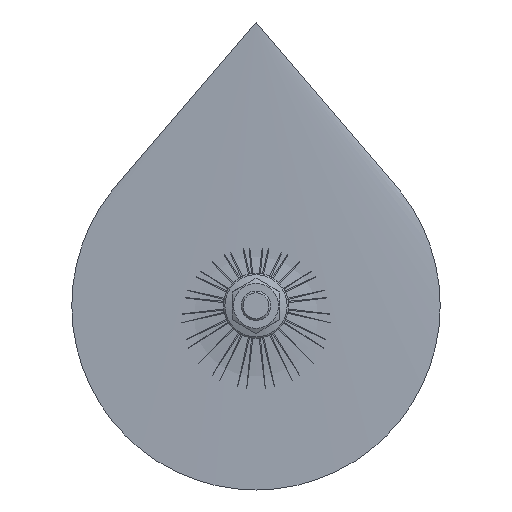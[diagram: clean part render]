
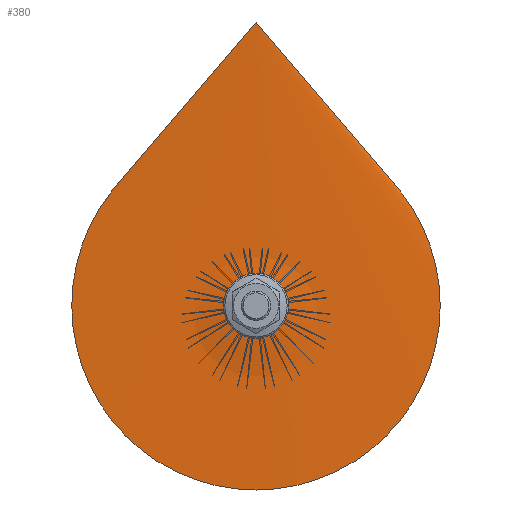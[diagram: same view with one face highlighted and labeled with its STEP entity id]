
A CAD part, left-side view. The second image highlights one B-rep face of the part: STEP entity #380.
In plain terms, the highlighted toroidal (fillet/blend) face has major radius 38.538 mm and minor radius 249.027 mm.
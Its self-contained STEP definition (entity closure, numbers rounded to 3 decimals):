
#380 = ADVANCED_FACE ( 'NONE', ( #505 ), #506, .T. ) ;
#505 = FACE_OUTER_BOUND ( 'NONE', #2363, .T. ) ;
#506 = TOROIDAL_SURFACE ( 'NONE', #1779, -38.538, 249.027 ) ;
#531 = AXIS2_PLACEMENT_3D ( 'NONE', #1104, #2294, #1238 ) ;
#1104 = CARTESIAN_POINT ( 'NONE',  ( 56.316, 0., 0.8 ) ) ;
#1108 = CARTESIAN_POINT ( 'NONE',  ( -189.027, 0., 0.8 ) ) ;
#1238 = DIRECTION ( 'NONE',  ( 0., 0., 1. ) ) ;
#1242 = DIRECTION ( 'NONE',  ( 0., 0., 1. ) ) ;
#1343 = CARTESIAN_POINT ( 'NONE',  ( 56.316, 0., 4.937 ) ) ;
#1446 = VERTEX_POINT ( 'NONE', #1343 ) ;
#1779 = AXIS2_PLACEMENT_3D ( 'NONE', #1108, #2131, #1242 ) ;
#2064 = EDGE_CURVE ( 'NONE', #1446, #1446, #2225, .T. ) ;
#2131 = DIRECTION ( 'NONE',  ( -1., 0., 0. ) ) ;
#2225 = CIRCLE ( 'NONE', #531, 4.137 ) ;
#2253 = ORIENTED_EDGE ( 'NONE', *, *, #2064, .F. ) ;
#2294 = DIRECTION ( 'NONE',  ( -1., 0., 0. ) ) ;
#2363 = EDGE_LOOP ( 'NONE', ( #2253 ) ) ;
